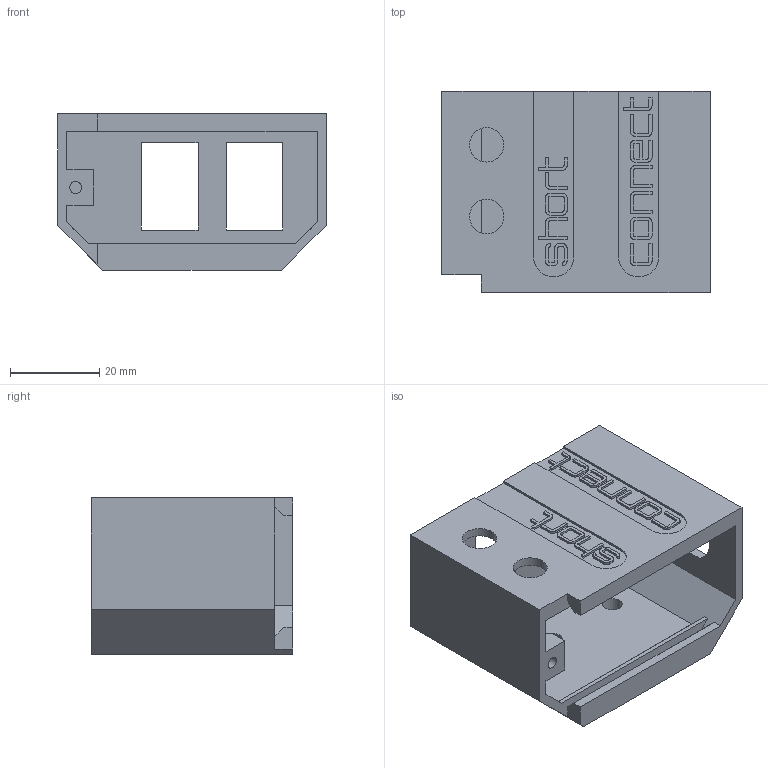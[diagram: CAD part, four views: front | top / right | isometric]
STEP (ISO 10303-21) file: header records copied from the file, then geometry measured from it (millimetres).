
FILE_DESCRIPTION(('FreeCAD Model'),'2;1');
FILE_NAME('Open CASCADE Shape Model','2025-03-02T19:22:40',(''),(''), 'Open CASCADE STEP processor 7.7','FreeCAD','Unknown');
FILE_SCHEMA(('AUTOMOTIVE_DESIGN { 1 0 10303 214 1 1 1 1 }'));
Length unit declared in the file: millimetre
Products named in the file (1): Box
Bounding box: 60 x 45 x 35 mm (x, y, z)
Volume: 21174.6 mm3; surface area: 18714.1 mm2
Topology: 1 solids, 1 shells, 333 faces, 942 edges, 628 vertices
Faces by surface type: plane 179, extrusion 141, cylinder 13
Full cylindrical faces by diameter (mm): 2.7 x1, 4.4 x2, 7.7 x2
Entity records: 11731 total; most frequent: CARTESIAN_POINT 3563, ORIENTED_EDGE 1884, DIRECTION 1213, EDGE_CURVE 942, VECTOR 775, LINE 634, VERTEX_POINT 628, B_SPLINE_CURVE_WITH_KNOTS 423
